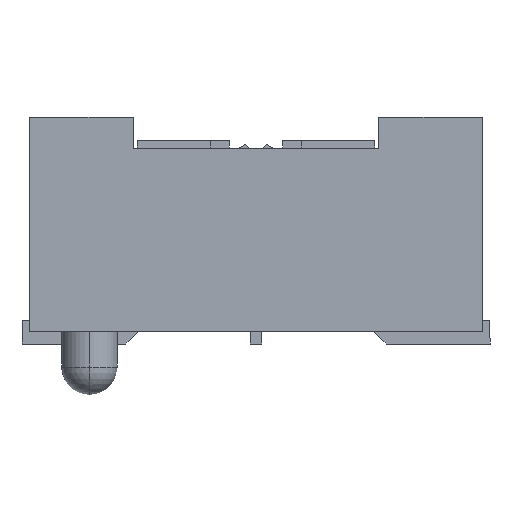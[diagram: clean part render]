
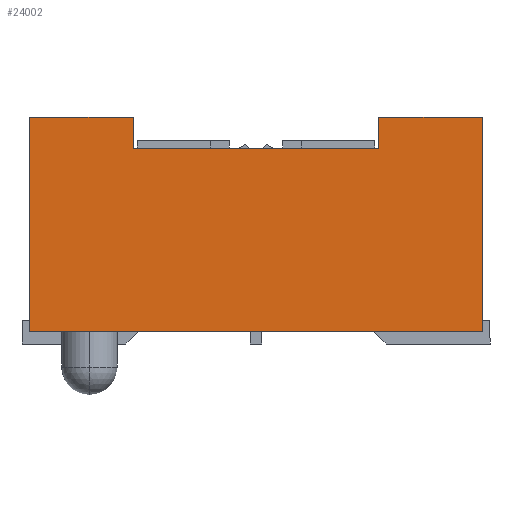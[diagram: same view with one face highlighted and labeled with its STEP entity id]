
A CAD part, left-side view. The second image highlights one B-rep face of the part: STEP entity #24002.
In plain terms, the highlighted planar face has unit normal (-1, 0, 0).
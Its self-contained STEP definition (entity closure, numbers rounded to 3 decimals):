
#23517=CARTESIAN_POINT('',(-10.636,1.968,3.124));
#23518=VERTEX_POINT('',#23517);
#23525=CARTESIAN_POINT('',(-10.636,-1.969,3.124));
#23526=VERTEX_POINT('',#23525);
#23527=CARTESIAN_POINT('',(-10.636,-1.969,3.124));
#23528=DIRECTION('',(0.0,1.0,0.0));
#23529=VECTOR('',#23528,3.937);
#23530=LINE('',#23527,#23529);
#23531=EDGE_CURVE('',#23526,#23518,#23530,.T.);
#23564=CARTESIAN_POINT('',(-10.636,-1.969,3.632));
#23565=VERTEX_POINT('',#23564);
#23566=CARTESIAN_POINT('',(-10.636,-1.969,3.632));
#23567=DIRECTION('',(0.0,0.0,-1.0));
#23568=VECTOR('',#23567,0.508);
#23569=LINE('',#23566,#23568);
#23570=EDGE_CURVE('',#23565,#23526,#23569,.T.);
#23594=CARTESIAN_POINT('',(-10.636,1.968,3.632));
#23595=VERTEX_POINT('',#23594);
#23602=CARTESIAN_POINT('',(-10.636,1.968,3.124));
#23603=DIRECTION('',(0.0,0.0,1.0));
#23604=VECTOR('',#23603,0.508);
#23605=LINE('',#23602,#23604);
#23606=EDGE_CURVE('',#23518,#23595,#23605,.T.);
#23808=CARTESIAN_POINT('',(-10.636,-3.62,3.632));
#23809=VERTEX_POINT('',#23808);
#23810=CARTESIAN_POINT('',(-10.636,-3.62,3.632));
#23811=DIRECTION('',(0.0,1.0,0.0));
#23812=VECTOR('',#23811,1.651);
#23813=LINE('',#23810,#23812);
#23814=EDGE_CURVE('',#23809,#23565,#23813,.T.);
#23961=CARTESIAN_POINT('',(-10.636,3.619,3.632));
#23962=DIRECTION('',(-1.0,0.0,0.0));
#23963=DIRECTION('',(0.0,0.0,1.0));
#23964=AXIS2_PLACEMENT_3D('',#23961,#23962,#23963);
#23965=PLANE('',#23964);
#23966=ORIENTED_EDGE('',*,*,#23606,.T.);
#23967=CARTESIAN_POINT('',(-10.636,3.619,3.632));
#23968=VERTEX_POINT('',#23967);
#23969=CARTESIAN_POINT('',(-10.636,1.968,3.632));
#23970=DIRECTION('',(0.0,1.0,0.0));
#23971=VECTOR('',#23970,1.651);
#23972=LINE('',#23969,#23971);
#23973=EDGE_CURVE('',#23595,#23968,#23972,.T.);
#23974=ORIENTED_EDGE('',*,*,#23973,.T.);
#23975=CARTESIAN_POINT('',(-10.636,3.619,0.203));
#23976=VERTEX_POINT('',#23975);
#23977=CARTESIAN_POINT('',(-10.636,3.619,3.632));
#23978=DIRECTION('',(0.0,0.0,-1.0));
#23979=VECTOR('',#23978,3.429);
#23980=LINE('',#23977,#23979);
#23981=EDGE_CURVE('',#23968,#23976,#23980,.T.);
#23982=ORIENTED_EDGE('',*,*,#23981,.T.);
#23983=CARTESIAN_POINT('',(-10.636,-3.62,0.203));
#23984=VERTEX_POINT('',#23983);
#23985=CARTESIAN_POINT('',(-10.636,3.619,0.203));
#23986=DIRECTION('',(0.0,-1.0,0.0));
#23987=VECTOR('',#23986,7.239);
#23988=LINE('',#23985,#23987);
#23989=EDGE_CURVE('',#23976,#23984,#23988,.T.);
#23990=ORIENTED_EDGE('',*,*,#23989,.T.);
#23991=CARTESIAN_POINT('',(-10.636,-3.62,3.632));
#23992=DIRECTION('',(0.0,0.0,-1.0));
#23993=VECTOR('',#23992,3.429);
#23994=LINE('',#23991,#23993);
#23995=EDGE_CURVE('',#23809,#23984,#23994,.T.);
#23996=ORIENTED_EDGE('',*,*,#23995,.F.);
#23997=ORIENTED_EDGE('',*,*,#23814,.T.);
#23998=ORIENTED_EDGE('',*,*,#23570,.T.);
#23999=ORIENTED_EDGE('',*,*,#23531,.T.);
#24000=EDGE_LOOP('',(#23966,#23974,#23982,#23990,#23996,#23997,#23998,#23999));
#24001=FACE_OUTER_BOUND('',#24000,.T.);
#24002=ADVANCED_FACE('',(#24001),#23965,.T.);
